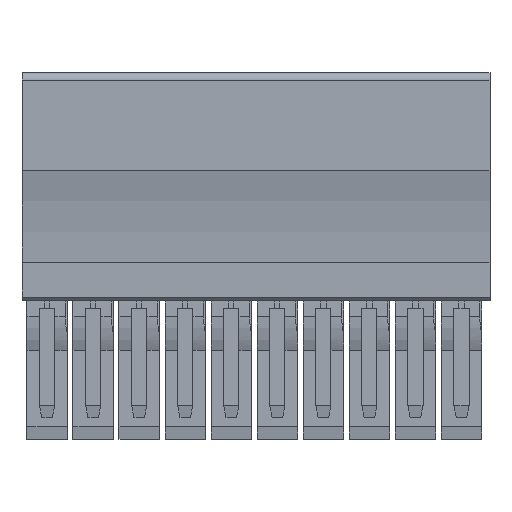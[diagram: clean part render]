
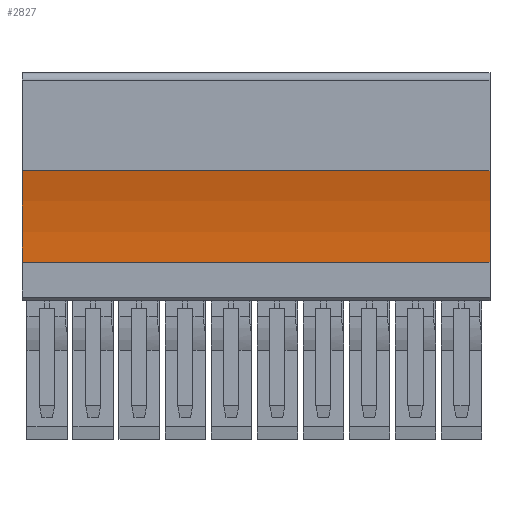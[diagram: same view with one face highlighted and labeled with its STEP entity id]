
A CAD part, front view. The second image highlights one B-rep face of the part: STEP entity #2827.
In plain terms, the highlighted cylindrical face has radius 50 mm (diameter 100 mm), a partial arc.
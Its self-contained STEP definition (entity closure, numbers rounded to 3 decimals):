
#2800=AXIS2_PLACEMENT_3D('Cylinder Axis2P3D',#2797,#2798,#2799) ;
#2804=AXIS2_PLACEMENT_3D('Circle Axis2P3D',#2802,#2803,$) ;
#2811=AXIS2_PLACEMENT_3D('Circle Axis2P3D',#2809,#2810,$) ;
#2775=CARTESIAN_POINT('Vertex',(0.,0.,35.605)) ;
#2778=CARTESIAN_POINT('Line Origine',(31.,0.,35.605)) ;
#2782=CARTESIAN_POINT('Vertex',(62.,0.,35.605)) ;
#2797=CARTESIAN_POINT('Axis2P3D Location',(57.95,-48.5,23.45)) ;
#2802=CARTESIAN_POINT('Axis2P3D Location',(62.,-48.5,23.45)) ;
#2806=CARTESIAN_POINT('Vertex',(62.,1.5,23.45)) ;
#2809=CARTESIAN_POINT('Axis2P3D Location',(0.,-48.5,23.45)) ;
#2813=CARTESIAN_POINT('Vertex',(0.,1.5,23.45)) ;
#2816=CARTESIAN_POINT('Line Origine',(57.95,1.5,23.45)) ;
#2779=DIRECTION('Vector Direction',(1.,0.,0.)) ;
#2798=DIRECTION('Axis2P3D Direction',(1.,0.,0.)) ;
#2799=DIRECTION('Axis2P3D XDirection',(0.,1.,0.)) ;
#2803=DIRECTION('Axis2P3D Direction',(1.,0.,0.)) ;
#2810=DIRECTION('Axis2P3D Direction',(1.,0.,0.)) ;
#2817=DIRECTION('Vector Direction',(1.,0.,0.)) ;
#2780=VECTOR('Line Direction',#2779,1.) ;
#2818=VECTOR('Line Direction',#2817,1.) ;
#2822=ORIENTED_EDGE('',*,*,#2808,.T.) ;
#2823=ORIENTED_EDGE('',*,*,#2784,.F.) ;
#2824=ORIENTED_EDGE('',*,*,#2815,.F.) ;
#2825=ORIENTED_EDGE('',*,*,#2820,.T.) ;
#2827=ADVANCED_FACE('V1',(#2826),#2801,.F.) ;
#2805=CIRCLE('generated circle',#2804,50.) ;
#2812=CIRCLE('generated circle',#2811,50.) ;
#2801=CYLINDRICAL_SURFACE('generated cylinder',#2800,50.) ;
#2784=EDGE_CURVE('',#2776,#2783,#2781,.T.) ;
#2808=EDGE_CURVE('',#2807,#2783,#2805,.T.) ;
#2815=EDGE_CURVE('',#2814,#2776,#2812,.T.) ;
#2820=EDGE_CURVE('',#2814,#2807,#2819,.T.) ;
#2821=EDGE_LOOP('',(#2822,#2823,#2824,#2825)) ;
#2826=FACE_OUTER_BOUND('',#2821,.T.) ;
#2781=LINE('Line',#2778,#2780) ;
#2819=LINE('Line',#2816,#2818) ;
#2776=VERTEX_POINT('',#2775) ;
#2783=VERTEX_POINT('',#2782) ;
#2807=VERTEX_POINT('',#2806) ;
#2814=VERTEX_POINT('',#2813) ;
